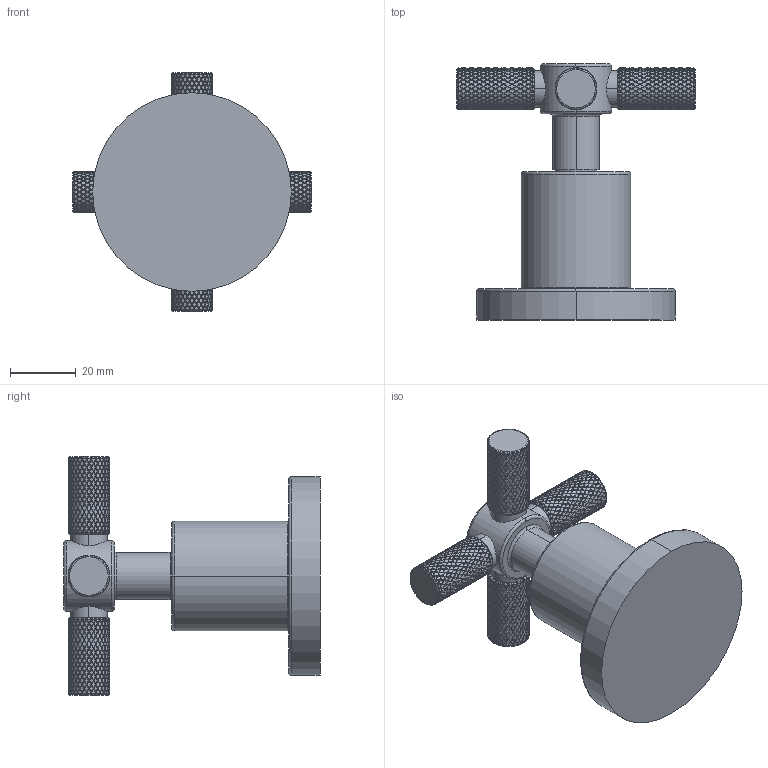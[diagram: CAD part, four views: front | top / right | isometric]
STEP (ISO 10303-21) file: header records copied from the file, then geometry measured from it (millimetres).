
FILE_DESCRIPTION((''),'2;1');
FILE_NAME('3-693','2025-05-13T20:57:28',('SwamiS'),(''),'CREO PARAMETRIC BY PTC INC, 2023134','CREO PARAMETRIC BY PTC INC, 2023134','');
FILE_SCHEMA(('CONFIG_CONTROL_DESIGN'));
Products named in the file (1): 3-693
Bounding box: 72.39 x 77.88 x 72.39 mm (x, y, z)
Volume: 79096.4 mm3; surface area: 19327.6 mm2
Topology: 2 solids, 2 shells, 11153 faces, 22764 edges, 11626 vertices
Faces by surface type: bspline 8960, cylinder 2150, torus 26, plane 17
Entity records: 453072 total; most frequent: CARTESIAN_POINT 298095, ORIENTED_EDGE 45528, EDGE_CURVE 22764, B_SPLINE_CURVE_WITH_KNOTS 22412, VERTEX_POINT 11626, EDGE_LOOP 11164, FACE_OUTER_BOUND 11153, ADVANCED_FACE 11153
